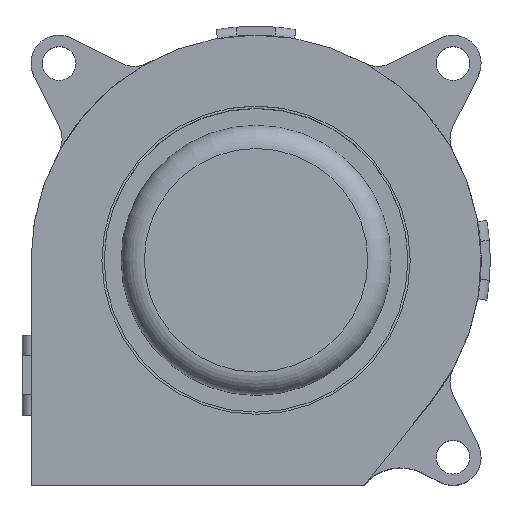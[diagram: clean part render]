
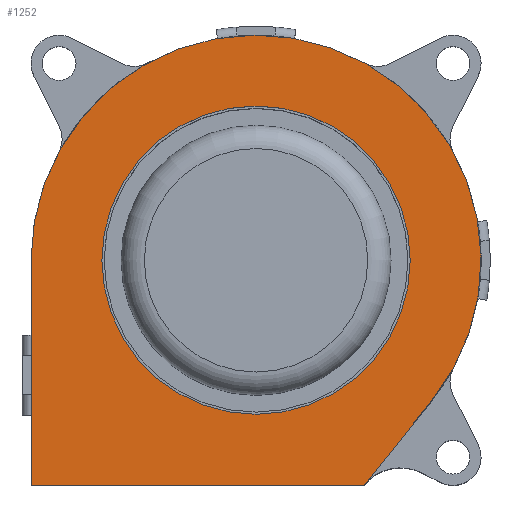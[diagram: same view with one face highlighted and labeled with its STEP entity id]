
A CAD part, top view. The second image highlights one B-rep face of the part: STEP entity #1252.
In plain terms, the highlighted planar face has unit normal (0, 0, 1).
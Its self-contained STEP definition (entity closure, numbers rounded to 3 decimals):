
#25=FACE_BOUND('',#449,.T.);
#68=PLANE('',#1400);
#157=LINE('',#2084,#264);
#172=LINE('',#2133,#279);
#176=LINE('',#2141,#283);
#264=VECTOR('',#1699,10.);
#279=VECTOR('',#1752,10.);
#283=VECTOR('',#1758,10.);
#370=FACE_OUTER_BOUND('',#448,.T.);
#448=EDGE_LOOP('',(#1137,#1138,#1139,#1140));
#449=EDGE_LOOP('',(#1141));
#494=CIRCLE('',#1336,13.7);
#524=CIRCLE('',#1397,20.);
#590=VERTEX_POINT('',#1973);
#626=VERTEX_POINT('',#2081);
#627=VERTEX_POINT('',#2083);
#642=VERTEX_POINT('',#2132);
#645=VERTEX_POINT('',#2140);
#732=EDGE_CURVE('',#590,#590,#494,.T.);
#786=EDGE_CURVE('',#627,#626,#157,.T.);
#810=EDGE_CURVE('',#642,#627,#172,.T.);
#814=EDGE_CURVE('',#645,#642,#176,.T.);
#817=EDGE_CURVE('',#626,#645,#524,.T.);
#1137=ORIENTED_EDGE('',*,*,#810,.T.);
#1138=ORIENTED_EDGE('',*,*,#786,.T.);
#1139=ORIENTED_EDGE('',*,*,#817,.T.);
#1140=ORIENTED_EDGE('',*,*,#814,.T.);
#1141=ORIENTED_EDGE('',*,*,#732,.T.);
#1252=ADVANCED_FACE('',(#370,#25),#68,.T.);
#1336=AXIS2_PLACEMENT_3D('',#1974,#1587,#1588);
#1397=AXIS2_PLACEMENT_3D('',#2145,#1764,#1765);
#1400=AXIS2_PLACEMENT_3D('',#2148,#1770,#1771);
#1587=DIRECTION('center_axis',(0.,0.,-1.));
#1588=DIRECTION('ref_axis',(0.,-1.,0.));
#1699=DIRECTION('',(0.625,0.78,0.));
#1752=DIRECTION('',(1.,0.,0.));
#1758=DIRECTION('',(0.,-1.,0.));
#1764=DIRECTION('center_axis',(0.,0.,1.));
#1765=DIRECTION('ref_axis',(0.78,-0.625,0.));
#1770=DIRECTION('center_axis',(0.,0.,1.));
#1771=DIRECTION('ref_axis',(0.,-1.,0.));
#1973=CARTESIAN_POINT('',(0.,13.7,20.));
#1974=CARTESIAN_POINT('Origin',(0.,0.,20.));
#2081=CARTESIAN_POINT('',(15.605,-12.51,20.));
#2083=CARTESIAN_POINT('',(9.6,-20.,20.));
#2084=CARTESIAN_POINT('',(9.6,-20.,20.));
#2132=CARTESIAN_POINT('',(-20.,-20.,20.));
#2133=CARTESIAN_POINT('',(-20.,-20.,20.));
#2140=CARTESIAN_POINT('',(-20.,0.,20.));
#2141=CARTESIAN_POINT('',(-20.,0.,20.));
#2145=CARTESIAN_POINT('Origin',(0.,0.,20.));
#2148=CARTESIAN_POINT('Origin',(0.,0.,
20.));
